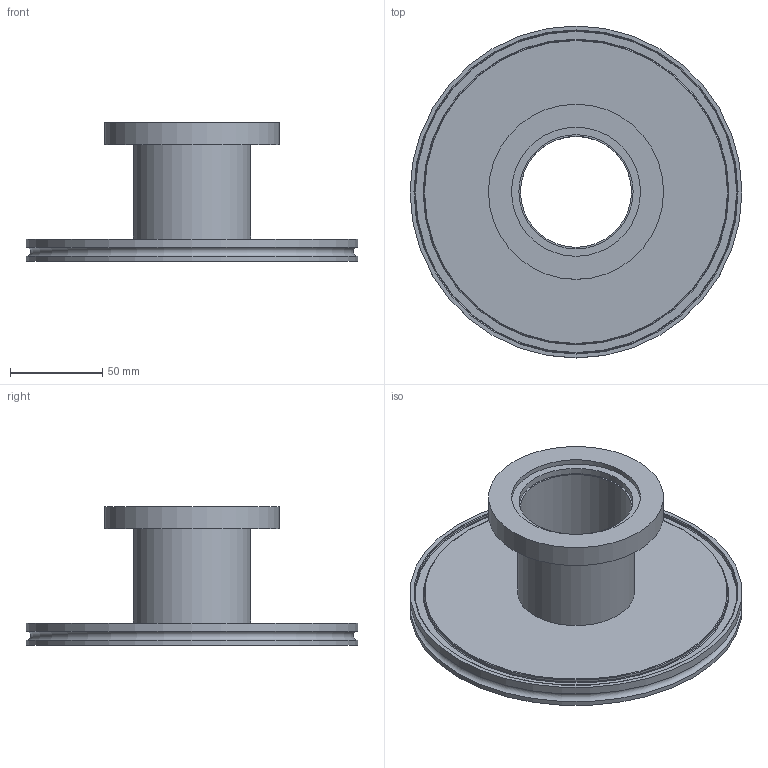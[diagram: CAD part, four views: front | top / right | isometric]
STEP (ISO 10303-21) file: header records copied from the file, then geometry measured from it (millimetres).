
FILE_DESCRIPTION( ( 'Unknown' ), '1' );
FILE_NAME( 'QF160XQF63.stp', 'Unknown', ( 'Unknown' ), ( 'Unknown' ), 'PSStep 15.0.49', 'Unknown', ' ' );
FILE_SCHEMA( ( 'AUTOMOTIVE_DESIGN { 1 0 10303 214 1 1 1 1 }' ) );
Length unit declared in the file: millimetre
Products named in the file (1): p0000780
Bounding box: 180.09 x 180.09 x 74.88 mm (x, y, z)
Volume: 310817.8 mm3; surface area: 96953.7 mm2
Topology: 1 solids, 1 shells, 38 faces, 70 edges, 46 vertices
Faces by surface type: cylinder 15, plane 14, torus 9
Full cylindrical faces by diameter (mm): 60.198 x1, 61.849 x1, 61.976 x1, 63.5 x1, 63.754 x1, 70.002 x1, 80.01 x1, 89.967 x1, 94.996 x1, 140.31 x1, 153.01 x1, 165.1 x1, 175.057 x1, 180.086 x2
Entity records: 1088 total; most frequent: DIRECTION 154, CARTESIAN_POINT 115, AXIS2_PLACEMENT_3D 77, EDGE_LOOP 76, ORIENTED_EDGE 76, FACE_OUTER_BOUND 62, STYLED_ITEM 38, PRESENTATION_STYLE_ASSIGNMENT 38
